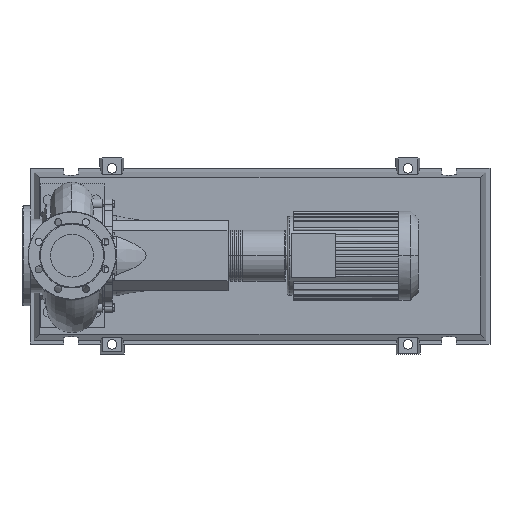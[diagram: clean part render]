
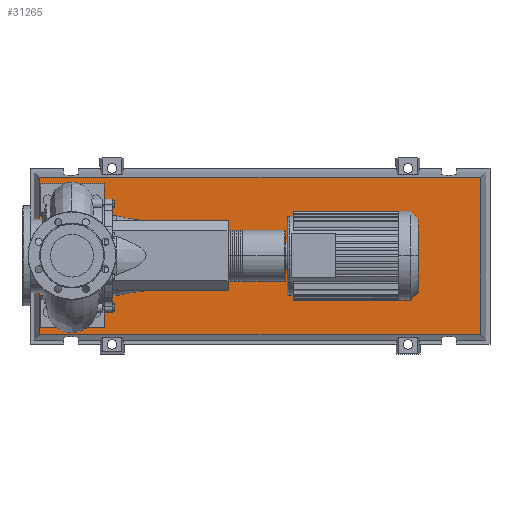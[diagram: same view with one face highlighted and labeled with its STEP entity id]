
A CAD part, top view. The second image highlights one B-rep face of the part: STEP entity #31265.
In plain terms, the highlighted planar face has unit normal (0, 0, 1).
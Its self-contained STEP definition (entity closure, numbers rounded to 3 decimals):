
#30946=CARTESIAN_POINT('',(1020.471,-195.471,103.0));
#30947=VERTEX_POINT('',#30946);
#30954=CARTESIAN_POINT('',(-80.471,-195.471,103.0));
#30955=VERTEX_POINT('',#30954);
#30956=CARTESIAN_POINT('',(1020.471,-195.471,103.0));
#30957=DIRECTION('',(-1.0,0.0,0.0));
#30958=VECTOR('',#30957,1100.941);
#30959=LINE('',#30956,#30958);
#30960=EDGE_CURVE('',#30947,#30955,#30959,.T.);
#31178=CARTESIAN_POINT('',(1020.471,195.471,103.0));
#31179=VERTEX_POINT('',#31178);
#31180=CARTESIAN_POINT('',(1020.471,195.471,103.0));
#31181=DIRECTION('',(0.0,-1.0,0.0));
#31182=VECTOR('',#31181,390.941);
#31183=LINE('',#31180,#31182);
#31184=EDGE_CURVE('',#31179,#30947,#31183,.T.);
#31202=CARTESIAN_POINT('',(-80.471,195.471,103.0));
#31203=VERTEX_POINT('',#31202);
#31204=CARTESIAN_POINT('',(-80.471,-195.471,103.0));
#31205=DIRECTION('',(0.0,1.0,0.0));
#31206=VECTOR('',#31205,390.941);
#31207=LINE('',#31204,#31206);
#31208=EDGE_CURVE('',#30955,#31203,#31207,.T.);
#31241=CARTESIAN_POINT('',(-80.471,195.471,103.0));
#31242=DIRECTION('',(1.0,0.0,0.0));
#31243=VECTOR('',#31242,1100.941);
#31244=LINE('',#31241,#31243);
#31245=EDGE_CURVE('',#31203,#31179,#31244,.T.);
#31254=CARTESIAN_POINT('',(470.,0.,103.0));
#31255=DIRECTION('',(0.0,0.0,1.0));
#31256=DIRECTION('',(1.0,0.0,0.0));
#31257=AXIS2_PLACEMENT_3D('',#31254,#31255,#31256);
#31258=PLANE('',#31257);
#31259=ORIENTED_EDGE('',*,*,#31184,.F.);
#31260=ORIENTED_EDGE('',*,*,#31245,.F.);
#31261=ORIENTED_EDGE('',*,*,#31208,.F.);
#31262=ORIENTED_EDGE('',*,*,#30960,.F.);
#31263=EDGE_LOOP('',(#31259,#31260,#31261,#31262));
#31264=FACE_OUTER_BOUND('',#31263,.T.);
#31265=ADVANCED_FACE('',(#31264),#31258,.T.);
